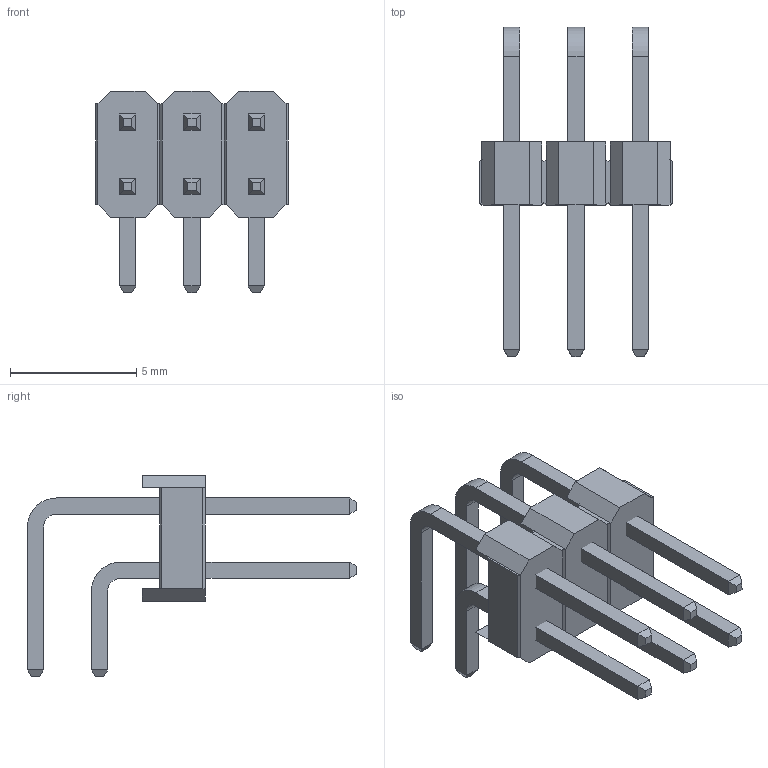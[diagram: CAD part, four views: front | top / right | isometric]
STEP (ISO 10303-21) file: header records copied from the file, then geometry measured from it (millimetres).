
FILE_DESCRIPTION (( 'STEP AP214' ), '1' );
FILE_NAME ('User Library-DS1022-2x3R61.STEP', '2022-10-13T06:05:43', ( '' ), ( '' ), 'SwSTEP 2.0', 'SolidWorks 2022', '' );
FILE_SCHEMA (( 'AUTOMOTIVE_DESIGN' ));
Length unit declared in the file: millimetre
Products named in the file (3): User Library-DS1022-2x3R61; Imported_2; Imported
Assembly tree (4 placements, depth 2):
  User Library-DS1022-2x3R61
    Imported
    Imported_2  x3
Bounding box: 7.62 x 13.04 x 8 mm (x, y, z)
Volume: 108.9 mm3; surface area: 395.3 mm2
Topology: 7 solids, 7 shells, 166 faces, 372 edges, 220 vertices
Faces by surface type: plane 154, cylinder 12
Entity records: 3677 total; most frequent: CARTESIAN_POINT 437, ORIENTED_EDGE 424, DIRECTION 422, EDGE_CURVE 212, VECTOR 204, LINE 204, VERTEX_POINT 124, AXIS2_PLACEMENT_3D 109
